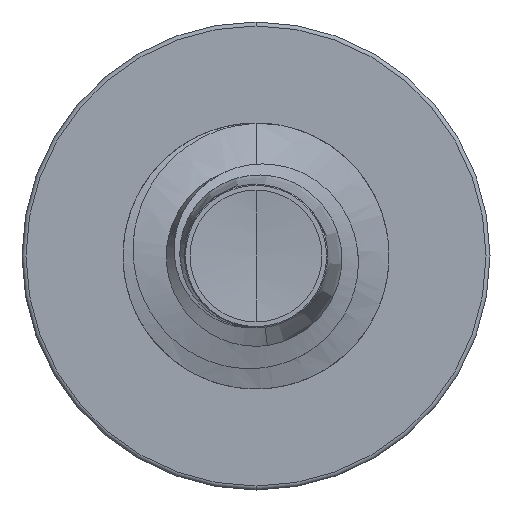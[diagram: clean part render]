
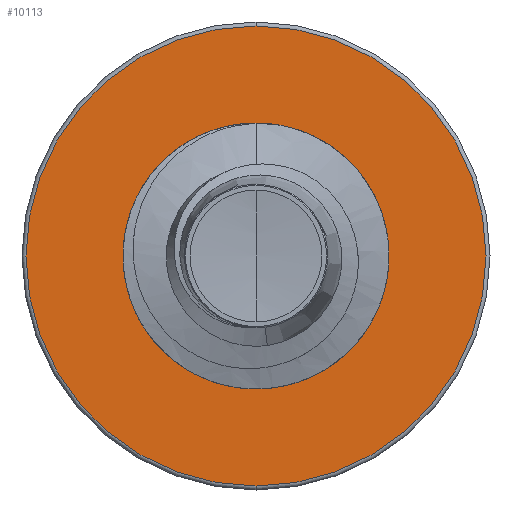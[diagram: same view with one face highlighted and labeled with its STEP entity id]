
A CAD part, front view. The second image highlights one B-rep face of the part: STEP entity #10113.
In plain terms, the highlighted planar face has unit normal (0, -1, 0).
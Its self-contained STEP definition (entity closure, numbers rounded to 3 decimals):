
#700 = CARTESIAN_POINT ( 'NONE',  ( 0., 10., 2.415 ) ) ;
#1919 = CARTESIAN_POINT ( 'NONE',  ( 0., 10., -2.415 ) ) ;
#2460 = EDGE_CURVE ( 'NONE', #5028, #5825, #7758, .T. ) ;
#3363 = CIRCLE ( 'NONE', #6000, 2.415 ) ;
#3422 = DIRECTION ( 'NONE',  ( 0., 1., 0. ) ) ;
#3447 = CARTESIAN_POINT ( 'NONE',  ( 0., 10., 0. ) ) ;
#4007 = DIRECTION ( 'NONE',  ( 0., 0., 1. ) ) ;
#4012 = DIRECTION ( 'NONE',  ( 0., 1., 0. ) ) ;
#4300 = CARTESIAN_POINT ( 'NONE',  ( 0., 10., -2.415 ) ) ;
#4369 = PLANE ( 'NONE',  #7056 ) ;
#5028 = VERTEX_POINT ( 'NONE', #1919 ) ;
#5825 = VERTEX_POINT ( 'NONE', #700 ) ;
#6000 = AXIS2_PLACEMENT_3D ( 'NONE', #9533, #14025, #13977 ) ;
#6206 = CARTESIAN_POINT ( 'NONE',  ( 0., 10., 0. ) ) ;
#6208 = AXIS2_PLACEMENT_3D ( 'NONE', #3447, #3422, #14973 ) ;
#6456 = ORIENTED_EDGE ( 'NONE', *, *, #9909, .F. ) ;
#6595 = AXIS2_PLACEMENT_3D ( 'NONE', #7587, #7574, #7571 ) ;
#6966 = DIRECTION ( 'NONE',  ( 0., 0., 1. ) ) ;
#6969 = DIRECTION ( 'NONE',  ( 0., 1., 0. ) ) ;
#7056 = AXIS2_PLACEMENT_3D ( 'NONE', #4300, #4012, #4007 ) ;
#7571 = DIRECTION ( 'NONE',  ( 0., 0., 1. ) ) ;
#7574 = DIRECTION ( 'NONE',  ( 0., 1., 0. ) ) ;
#7587 = CARTESIAN_POINT ( 'NONE',  ( 0., 10., 0. ) ) ;
#7758 = CIRCLE ( 'NONE', #6595, 2.415 ) ;
#8172 = CARTESIAN_POINT ( 'NONE',  ( 0., 10., -4.325 ) ) ;
#9533 = CARTESIAN_POINT ( 'NONE',  ( 0., 10., 0. ) ) ;
#9817 = VERTEX_POINT ( 'NONE', #8172 ) ;
#9909 = EDGE_CURVE ( 'NONE', #9817, #12523, #11397, .T. ) ;
#10113 = ADVANCED_FACE ( 'NONE', ( #10944, #11243 ), #4369, .F. ) ;
#10137 = EDGE_CURVE ( 'NONE', #12523, #9817, #10967, .T. ) ;
#10944 = FACE_OUTER_BOUND ( 'NONE', #13127, .T. ) ;
#10967 = CIRCLE ( 'NONE', #6208, 4.325 ) ;
#11243 = FACE_BOUND ( 'NONE', #12660, .T. ) ;
#11397 = CIRCLE ( 'NONE', #14627, 4.325 ) ;
#12456 = ORIENTED_EDGE ( 'NONE', *, *, #10137, .F. ) ;
#12523 = VERTEX_POINT ( 'NONE', #14178 ) ;
#12585 = EDGE_CURVE ( 'NONE', #5825, #5028, #3363, .T. ) ;
#12660 = EDGE_LOOP ( 'NONE', ( #13833, #14903 ) ) ;
#13127 = EDGE_LOOP ( 'NONE', ( #12456, #6456 ) ) ;
#13833 = ORIENTED_EDGE ( 'NONE', *, *, #12585, .T. ) ;
#13977 = DIRECTION ( 'NONE',  ( 0., 0., 1. ) ) ;
#14025 = DIRECTION ( 'NONE',  ( 0., 1., 0. ) ) ;
#14178 = CARTESIAN_POINT ( 'NONE',  ( 0., 10., 4.325 ) ) ;
#14627 = AXIS2_PLACEMENT_3D ( 'NONE', #6206, #6969, #6966 ) ;
#14903 = ORIENTED_EDGE ( 'NONE', *, *, #2460, .T. ) ;
#14973 = DIRECTION ( 'NONE',  ( 0., 0., 1. ) ) ;
